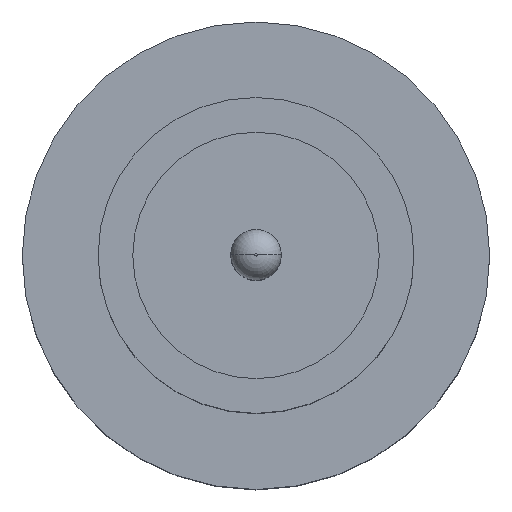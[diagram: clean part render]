
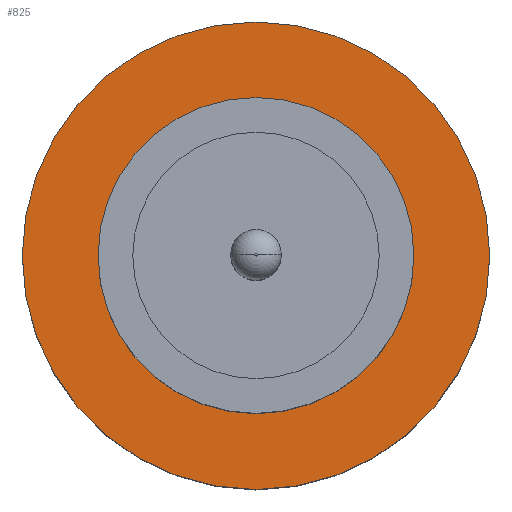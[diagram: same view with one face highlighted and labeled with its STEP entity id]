
A CAD part, top view. The second image highlights one B-rep face of the part: STEP entity #825.
In plain terms, the highlighted planar face has unit normal (0, 0, 1).
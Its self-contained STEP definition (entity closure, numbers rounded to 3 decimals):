
#51 = AXIS2_PLACEMENT_3D ( 'NONE', #262, #128, #812 ) ;
#105 = EDGE_CURVE ( 'NONE', #426, #664, #645, .T. ) ;
#128 = DIRECTION ( 'NONE',  ( 0., 0., 1. ) ) ;
#144 = CARTESIAN_POINT ( 'NONE',  ( 0., 0., 1.55 ) ) ;
#147 = DIRECTION ( 'NONE',  ( 1., 0., 0. ) ) ;
#150 = CARTESIAN_POINT ( 'NONE',  ( 0., 0., 1.55 ) ) ;
#161 = CIRCLE ( 'NONE', #392, 1.25 ) ;
#169 = AXIS2_PLACEMENT_3D ( 'NONE', #505, #908, #147 ) ;
#184 = AXIS2_PLACEMENT_3D ( 'NONE', #144, #894, #554 ) ;
#192 = CARTESIAN_POINT ( 'NONE',  ( -1.25, 0., 1.55 ) ) ;
#196 = CARTESIAN_POINT ( 'NONE',  ( 1.85, 0., 1.55 ) ) ;
#248 = ORIENTED_EDGE ( 'NONE', *, *, #105, .T. ) ;
#262 = CARTESIAN_POINT ( 'NONE',  ( 0., 0., 1.55 ) ) ;
#281 = AXIS2_PLACEMENT_3D ( 'NONE', #349, #421, #899 ) ;
#319 = FACE_BOUND ( 'NONE', #545, .T. ) ;
#342 = VERTEX_POINT ( 'NONE', #192 ) ;
#349 = CARTESIAN_POINT ( 'NONE',  ( 0., 0., 1.55 ) ) ;
#378 = ORIENTED_EDGE ( 'NONE', *, *, #528, .F. ) ;
#386 = EDGE_CURVE ( 'NONE', #664, #426, #529, .T. ) ;
#392 = AXIS2_PLACEMENT_3D ( 'NONE', #150, #488, #556 ) ;
#403 = PLANE ( 'NONE',  #184 ) ;
#421 = DIRECTION ( 'NONE',  ( 0., 0., 1. ) ) ;
#426 = VERTEX_POINT ( 'NONE', #196 ) ;
#433 = EDGE_CURVE ( 'NONE', #342, #676, #161, .T. ) ;
#445 = CARTESIAN_POINT ( 'NONE',  ( -1.85, 0., 1.55 ) ) ;
#488 = DIRECTION ( 'NONE',  ( 0., 0., 1. ) ) ;
#505 = CARTESIAN_POINT ( 'NONE',  ( 0., 0., 1.55 ) ) ;
#528 = EDGE_CURVE ( 'NONE', #676, #342, #760, .T. ) ;
#529 = CIRCLE ( 'NONE', #51, 1.85 ) ;
#545 = EDGE_LOOP ( 'NONE', ( #378, #869 ) ) ;
#554 = DIRECTION ( 'NONE',  ( 1., 0., 0. ) ) ;
#556 = DIRECTION ( 'NONE',  ( 1., 0., 0. ) ) ;
#645 = CIRCLE ( 'NONE', #169, 1.85 ) ;
#651 = FACE_OUTER_BOUND ( 'NONE', #742, .T. ) ;
#664 = VERTEX_POINT ( 'NONE', #445 ) ;
#676 = VERTEX_POINT ( 'NONE', #860 ) ;
#742 = EDGE_LOOP ( 'NONE', ( #822, #248 ) ) ;
#760 = CIRCLE ( 'NONE', #281, 1.25 ) ;
#812 = DIRECTION ( 'NONE',  ( 1., 0., 0. ) ) ;
#822 = ORIENTED_EDGE ( 'NONE', *, *, #386, .T. ) ;
#825 = ADVANCED_FACE ( 'NONE', ( #319, #651 ), #403, .T. ) ;
#860 = CARTESIAN_POINT ( 'NONE',  ( 1.25, 0., 1.55 ) ) ;
#869 = ORIENTED_EDGE ( 'NONE', *, *, #433, .F. ) ;
#894 = DIRECTION ( 'NONE',  ( 0., 0., 1. ) ) ;
#899 = DIRECTION ( 'NONE',  ( 1., 0., 0. ) ) ;
#908 = DIRECTION ( 'NONE',  ( 0., 0., 1. ) ) ;
